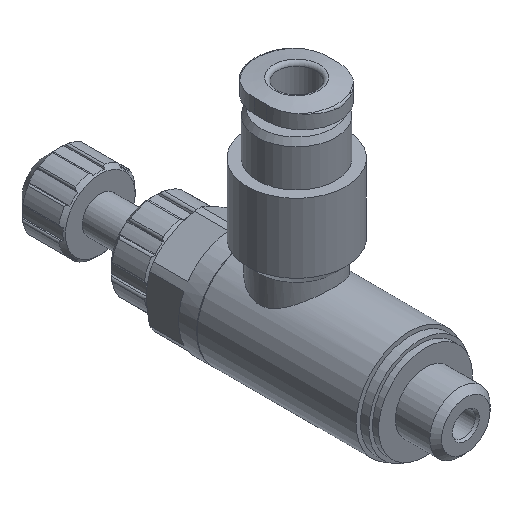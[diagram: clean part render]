
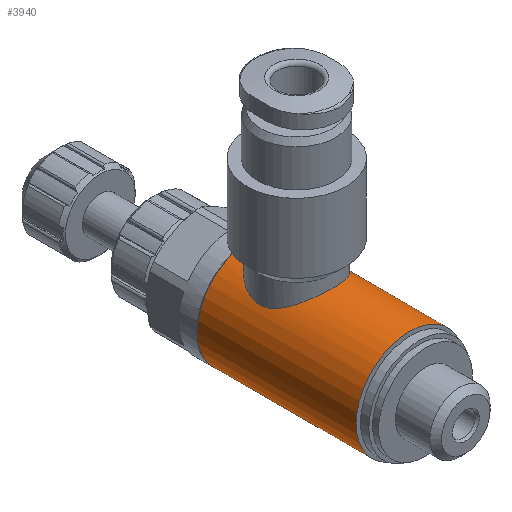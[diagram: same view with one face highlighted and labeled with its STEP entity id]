
A CAD part, isometric view. The second image highlights one B-rep face of the part: STEP entity #3940.
In plain terms, the highlighted cylindrical face has radius 4.45 mm (diameter 8.9 mm), a full revolution.
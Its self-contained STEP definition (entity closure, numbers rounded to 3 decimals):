
#410=B_SPLINE_CURVE_WITH_KNOTS('',3,(#5355,#5356,#5357,#5358,#5359,#5360,
#5361,#5362,#5363,#5364,#5365,#5366,#5367,#5368,#5369,#5370,#5371,#5372,
#5373),.UNSPECIFIED.,.T.,.F.,(1,1,1,1,1,1,1,1,1,1,1,1,1,1,1,1,1,1,1,1,1,
1,1),(-0.004,-0.003,-0.001,0.,
0.001,0.003,0.004,0.005,
0.006,0.008,0.009,0.01,
0.011,0.013,0.014,0.015,
0.016,0.018,0.019,0.02,
0.021,0.023,0.024),.UNSPECIFIED.);
#563=ORIENTED_EDGE('',*,*,#1404,.F.);
#564=ORIENTED_EDGE('',*,*,#1405,.T.);
#565=ORIENTED_EDGE('',*,*,#1406,.F.);
#1404=EDGE_CURVE('',#1824,#1824,#2096,.T.);
#1405=EDGE_CURVE('',#1825,#1825,#2097,.T.);
#1406=EDGE_CURVE('',#1826,#1826,#410,.T.);
#1824=VERTEX_POINT('',#5352);
#1825=VERTEX_POINT('',#5354);
#1826=VERTEX_POINT('',#5374);
#2096=CIRCLE('',#4132,4.45);
#2097=CIRCLE('',#4133,4.45);
#2235=EDGE_LOOP('',(#563));
#2236=EDGE_LOOP('',(#564));
#2237=EDGE_LOOP('',(#565));
#2449=FACE_BOUND('',#2235,.T.);
#2450=FACE_BOUND('',#2236,.T.);
#2451=FACE_BOUND('',#2237,.T.);
#2657=CYLINDRICAL_SURFACE('',#4131,4.45);
#3940=ADVANCED_FACE('',(#2449,#2450,#2451),#2657,.T.);
#4131=AXIS2_PLACEMENT_3D('',#5350,#4473,#4474);
#4132=AXIS2_PLACEMENT_3D('',#5351,#4475,#4476);
#4133=AXIS2_PLACEMENT_3D('',#5353,#4477,#4478);
#4473=DIRECTION('',(0.,-1.,0.));
#4474=DIRECTION('',(0.,0.,-1.));
#4475=DIRECTION('',(0.,-1.,0.));
#4476=DIRECTION('',(0.,0.,-1.));
#4477=DIRECTION('',(0.,-1.,0.));
#4478=DIRECTION('',(0.,0.,-1.));
#5350=CARTESIAN_POINT('',(0.,1.,0.));
#5351=CARTESIAN_POINT('',(0.,-9.4,0.));
#5352=CARTESIAN_POINT('',(0.,-9.4,-4.45));
#5353=CARTESIAN_POINT('',(0.,3.8,0.));
#5354=CARTESIAN_POINT('',(0.,3.8,-4.45));
#5355=CARTESIAN_POINT('',(-2.919,1.259,3.377));
#5356=CARTESIAN_POINT('',(-3.19,-0.002,3.101));
#5357=CARTESIAN_POINT('',(-2.922,-1.252,3.375));
#5358=CARTESIAN_POINT('',(-2.255,-2.23,3.876));
#5359=CARTESIAN_POINT('',(-1.272,-2.916,4.319));
#5360=CARTESIAN_POINT('',(-0.007,-3.19,4.514));
#5361=CARTESIAN_POINT('',(1.254,-2.925,4.325));
#5362=CARTESIAN_POINT('',(2.252,-2.235,3.879));
#5363=CARTESIAN_POINT('',(2.918,-1.26,3.378));
#5364=CARTESIAN_POINT('',(3.19,-0.008,3.101));
#5365=CARTESIAN_POINT('',(2.923,1.252,3.374));
#5366=CARTESIAN_POINT('',(2.258,2.228,3.875));
#5367=CARTESIAN_POINT('',(1.267,2.919,4.321));
#5368=CARTESIAN_POINT('',(0.009,3.189,4.514));
#5369=CARTESIAN_POINT('',(-1.259,2.924,4.324));
#5370=CARTESIAN_POINT('',(-2.255,2.231,3.877));
#5371=CARTESIAN_POINT('',(-2.919,1.259,3.377));
#5372=CARTESIAN_POINT('',(-3.19,-0.002,3.101));
#5373=CARTESIAN_POINT('',(-2.922,-1.252,3.375));
#5374=CARTESIAN_POINT('',(-3.1,0.,3.193));
